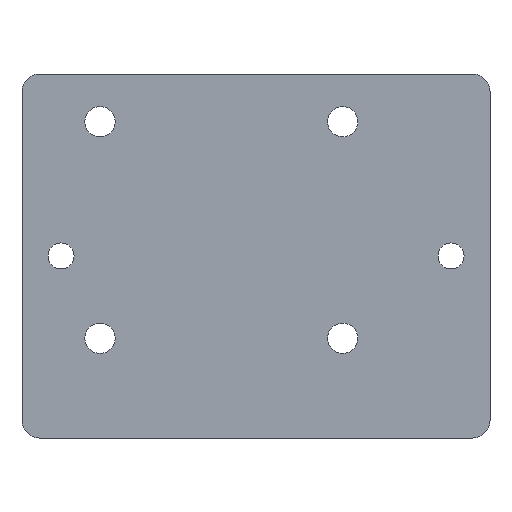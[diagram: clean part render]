
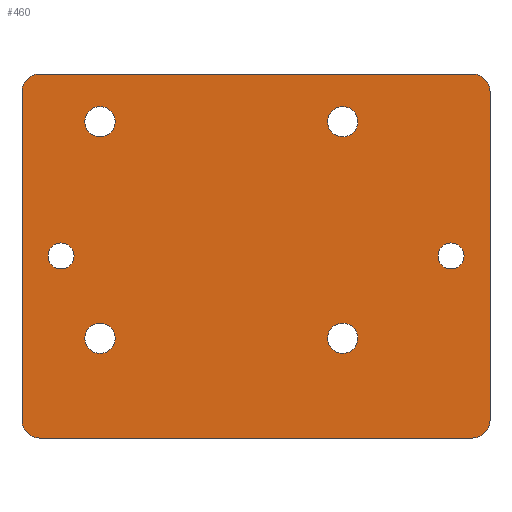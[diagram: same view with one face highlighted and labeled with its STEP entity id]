
A CAD part, front view. The second image highlights one B-rep face of the part: STEP entity #460.
In plain terms, the highlighted planar face has unit normal (0, -1, 0).
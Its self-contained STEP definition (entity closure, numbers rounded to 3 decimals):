
#25=FACE_BOUND('',#95,.T.);
#26=FACE_BOUND('',#96,.T.);
#27=FACE_BOUND('',#97,.T.);
#28=FACE_BOUND('',#98,.T.);
#29=FACE_BOUND('',#99,.T.);
#30=FACE_BOUND('',#100,.T.);
#40=PLANE('',#522);
#64=FACE_OUTER_BOUND('',#94,.T.);
#94=EDGE_LOOP('',(#413,#414,#415,#416,#417,#418,#419,#420));
#95=EDGE_LOOP('',(#421));
#96=EDGE_LOOP('',(#422));
#97=EDGE_LOOP('',(#423));
#98=EDGE_LOOP('',(#424));
#99=EDGE_LOOP('',(#425));
#100=EDGE_LOOP('',(#426));
#107=LINE('',#685,#145);
#113=LINE('',#701,#151);
#122=LINE('',#726,#160);
#138=LINE('',#784,#176);
#145=VECTOR('',#547,10.);
#151=VECTOR('',#561,10.);
#160=VECTOR('',#584,10.);
#176=VECTOR('',#656,10.);
#177=CIRCLE('',#476,2.);
#182=CIRCLE('',#484,2.);
#187=CIRCLE('',#492,2.);
#188=CIRCLE('',#495,2.);
#190=CIRCLE('',#499,1.75);
#192=CIRCLE('',#503,1.75);
#194=CIRCLE('',#507,1.75);
#196=CIRCLE('',#511,1.75);
#199=CIRCLE('',#518,1.5);
#200=CIRCLE('',#520,1.5);
#201=VERTEX_POINT('',#661);
#202=VERTEX_POINT('',#662);
#211=VERTEX_POINT('',#684);
#212=VERTEX_POINT('',#688);
#213=VERTEX_POINT('',#689);
#217=VERTEX_POINT('',#699);
#223=VERTEX_POINT('',#715);
#226=VERTEX_POINT('',#724);
#228=VERTEX_POINT('',#734);
#230=VERTEX_POINT('',#742);
#232=VERTEX_POINT('',#750);
#234=VERTEX_POINT('',#758);
#239=VERTEX_POINT('',#776);
#240=VERTEX_POINT('',#780);
#241=EDGE_CURVE('',#201,#202,#177,.T.);
#252=EDGE_CURVE('',#211,#202,#107,.T.);
#254=EDGE_CURVE('',#212,#213,#182,.T.);
#260=EDGE_CURVE('',#212,#217,#113,.T.);
#267=EDGE_CURVE('',#223,#217,#187,.T.);
#273=EDGE_CURVE('',#223,#226,#122,.T.);
#274=EDGE_CURVE('',#211,#226,#188,.T.);
#277=EDGE_CURVE('',#228,#228,#190,.T.);
#281=EDGE_CURVE('',#230,#230,#192,.T.);
#285=EDGE_CURVE('',#232,#232,#194,.T.);
#289=EDGE_CURVE('',#234,#234,#196,.T.);
#298=EDGE_CURVE('',#239,#239,#199,.T.);
#300=EDGE_CURVE('',#240,#240,#200,.T.);
#302=EDGE_CURVE('',#201,#213,#138,.T.);
#413=ORIENTED_EDGE('',*,*,#241,.F.);
#414=ORIENTED_EDGE('',*,*,#302,.T.);
#415=ORIENTED_EDGE('',*,*,#254,.F.);
#416=ORIENTED_EDGE('',*,*,#260,.T.);
#417=ORIENTED_EDGE('',*,*,#267,.F.);
#418=ORIENTED_EDGE('',*,*,#273,.T.);
#419=ORIENTED_EDGE('',*,*,#274,.F.);
#420=ORIENTED_EDGE('',*,*,#252,.T.);
#421=ORIENTED_EDGE('',*,*,#277,.T.);
#422=ORIENTED_EDGE('',*,*,#281,.T.);
#423=ORIENTED_EDGE('',*,*,#285,.T.);
#424=ORIENTED_EDGE('',*,*,#289,.T.);
#425=ORIENTED_EDGE('',*,*,#300,.T.);
#426=ORIENTED_EDGE('',*,*,#298,.T.);
#460=ADVANCED_FACE('',(#64,#25,#26,#27,#28,#29,#30),#40,.F.);
#476=AXIS2_PLACEMENT_3D('',#663,#527,#528);
#484=AXIS2_PLACEMENT_3D('',#690,#551,#552);
#492=AXIS2_PLACEMENT_3D('',#716,#575,#576);
#495=AXIS2_PLACEMENT_3D('',#728,#587,#588);
#499=AXIS2_PLACEMENT_3D('',#735,#596,#597);
#503=AXIS2_PLACEMENT_3D('',#743,#606,#607);
#507=AXIS2_PLACEMENT_3D('',#751,#616,#617);
#511=AXIS2_PLACEMENT_3D('',#759,#626,#627);
#518=AXIS2_PLACEMENT_3D('',#777,#646,#647);
#520=AXIS2_PLACEMENT_3D('',#781,#651,#652);
#522=AXIS2_PLACEMENT_3D('',#785,#657,#658);
#527=DIRECTION('center_axis',(0.,1.,0.));
#528=DIRECTION('ref_axis',(-0.707,0.,0.707));
#547=DIRECTION('',(-1.,0.,0.));
#551=DIRECTION('center_axis',(0.,1.,0.));
#552=DIRECTION('ref_axis',(-0.707,0.,-0.707));
#561=DIRECTION('',(1.,0.,0.));
#575=DIRECTION('center_axis',(0.,1.,0.));
#576=DIRECTION('ref_axis',(0.707,0.,-0.707));
#584=DIRECTION('',(0.,0.,1.));
#587=DIRECTION('center_axis',(0.,1.,0.));
#588=DIRECTION('ref_axis',(0.707,0.,0.707));
#596=DIRECTION('center_axis',(0.,1.,0.));
#597=DIRECTION('ref_axis',(1.,0.,0.));
#606=DIRECTION('center_axis',(0.,1.,0.));
#607=DIRECTION('ref_axis',(1.,0.,0.));
#616=DIRECTION('center_axis',(0.,1.,0.));
#617=DIRECTION('ref_axis',(1.,0.,0.));
#626=DIRECTION('center_axis',(0.,1.,0.));
#627=DIRECTION('ref_axis',(1.,0.,0.));
#646=DIRECTION('center_axis',(0.,1.,0.));
#647=DIRECTION('ref_axis',(1.,0.,0.));
#651=DIRECTION('center_axis',(0.,1.,0.));
#652=DIRECTION('ref_axis',(1.,0.,0.));
#656=DIRECTION('',(0.,0.,-1.));
#657=DIRECTION('center_axis',(0.,1.,0.));
#658=DIRECTION('ref_axis',(1.,0.,0.));
#661=CARTESIAN_POINT('',(-27.,-3.,19.));
#662=CARTESIAN_POINT('',(-25.,-3.,21.));
#663=CARTESIAN_POINT('Origin',(-25.,-3.,19.));
#684=CARTESIAN_POINT('',(25.,-3.,21.));
#685=CARTESIAN_POINT('',(-27.,-3.,21.));
#688=CARTESIAN_POINT('',(-25.,-3.,-21.));
#689=CARTESIAN_POINT('',(-27.,-3.,-19.));
#690=CARTESIAN_POINT('Origin',(-25.,-3.,-19.));
#699=CARTESIAN_POINT('',(25.,-3.,-21.));
#701=CARTESIAN_POINT('',(27.,-3.,-21.));
#715=CARTESIAN_POINT('',(27.,-3.,-19.));
#716=CARTESIAN_POINT('Origin',(25.,-3.,-19.));
#724=CARTESIAN_POINT('',(27.,-3.,19.));
#726=CARTESIAN_POINT('',(27.,-3.,21.));
#728=CARTESIAN_POINT('Origin',(25.,-3.,19.));
#734=CARTESIAN_POINT('',(8.25,-3.,15.5));
#735=CARTESIAN_POINT('Origin',(10.,-3.,15.5));
#742=CARTESIAN_POINT('',(8.25,-3.,-9.5));
#743=CARTESIAN_POINT('Origin',(10.,-3.,-9.5));
#750=CARTESIAN_POINT('',(-19.75,-3.,15.5));
#751=CARTESIAN_POINT('Origin',(-18.,-3.,15.5));
#758=CARTESIAN_POINT('',(-19.75,-3.,-9.5));
#759=CARTESIAN_POINT('Origin',(-18.,-3.,-9.5));
#776=CARTESIAN_POINT('',(-24.,-3.,0.));
#777=CARTESIAN_POINT('Origin',(-22.5,-3.,0.));
#780=CARTESIAN_POINT('',(21.,-3.,0.));
#781=CARTESIAN_POINT('Origin',(22.5,-3.,0.));
#784=CARTESIAN_POINT('',(-27.,-3.,-21.));
#785=CARTESIAN_POINT('Origin',(0.,-3.,0.));
